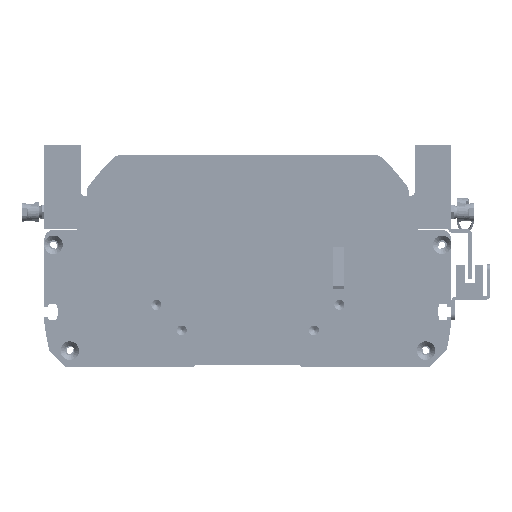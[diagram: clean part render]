
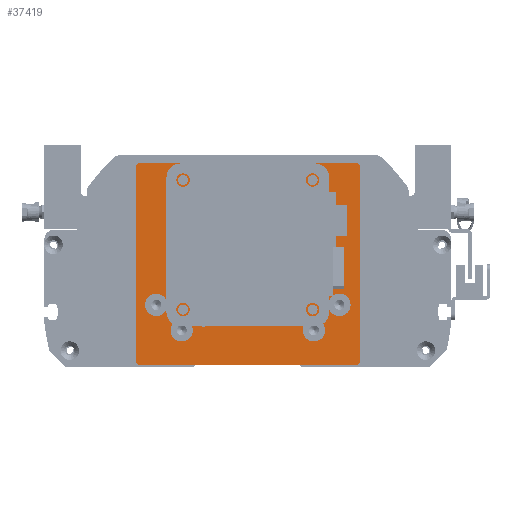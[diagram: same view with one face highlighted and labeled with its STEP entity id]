
A CAD part, front view. The second image highlights one B-rep face of the part: STEP entity #37419.
In plain terms, the highlighted face is planar.
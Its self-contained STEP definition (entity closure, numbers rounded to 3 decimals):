
#2870=FACE_BOUND('',#9314,.T.);
#2871=FACE_BOUND('',#9315,.T.);
#2872=FACE_BOUND('',#9316,.T.);
#2873=FACE_BOUND('',#9317,.T.);
#2874=FACE_BOUND('',#9318,.T.);
#2875=FACE_BOUND('',#9319,.T.);
#2876=FACE_BOUND('',#9320,.T.);
#2877=FACE_BOUND('',#9321,.T.);
#2878=FACE_BOUND('',#9322,.T.);
#4892=CIRCLE('',#41904,2.459);
#4893=CIRCLE('',#41907,2.459);
#4894=CIRCLE('',#41915,2.459);
#4895=CIRCLE('',#41917,2.459);
#4898=CIRCLE('',#41922,5.5);
#4901=CIRCLE('',#41928,5.5);
#4904=CIRCLE('',#41934,5.5);
#4907=CIRCLE('',#41940,5.5);
#4909=CIRCLE('',#41945,35.);
#6884=FACE_OUTER_BOUND('',#9313,.T.);
#9313=EDGE_LOOP('',(#33983,#33984,#33985,#33986,#33987,#33988,#33989,#33990));
#9314=EDGE_LOOP('',(#33991));
#9315=EDGE_LOOP('',(#33992));
#9316=EDGE_LOOP('',(#33993));
#9317=EDGE_LOOP('',(#33994));
#9318=EDGE_LOOP('',(#33995));
#9319=EDGE_LOOP('',(#33996));
#9320=EDGE_LOOP('',(#33997));
#9321=EDGE_LOOP('',(#33998));
#9322=EDGE_LOOP('',(#33999));
#12121=LINE('',#66839,#14980);
#12124=LINE('',#66848,#14983);
#12127=LINE('',#66853,#14986);
#12129=LINE('',#66856,#14988);
#12130=LINE('',#66859,#14989);
#12132=LINE('',#66863,#14991);
#12134=LINE('',#66867,#14993);
#12147=LINE('',#66929,#15006);
#14980=VECTOR('',#52593,10.);
#14983=VECTOR('',#52602,10.);
#14986=VECTOR('',#52607,10.);
#14988=VECTOR('',#52611,10.);
#14989=VECTOR('',#52614,10.);
#14991=VECTOR('',#52618,10.);
#14993=VECTOR('',#52622,10.);
#15006=VECTOR('',#52701,10.);
#18506=VERTEX_POINT('',#66832);
#18507=VERTEX_POINT('',#66836);
#18508=VERTEX_POINT('',#66838);
#18509=VERTEX_POINT('',#66842);
#18510=VERTEX_POINT('',#66846);
#18511=VERTEX_POINT('',#66847);
#18512=VERTEX_POINT('',#66852);
#18513=VERTEX_POINT('',#66858);
#18514=VERTEX_POINT('',#66862);
#18515=VERTEX_POINT('',#66866);
#18516=VERTEX_POINT('',#66870);
#18517=VERTEX_POINT('',#66874);
#18520=VERTEX_POINT('',#66883);
#18523=VERTEX_POINT('',#66894);
#18526=VERTEX_POINT('',#66905);
#18529=VERTEX_POINT('',#66916);
#18531=VERTEX_POINT('',#66925);
#23679=EDGE_CURVE('',#18506,#18506,#4892,.T.);
#23682=EDGE_CURVE('',#18508,#18507,#12121,.T.);
#23684=EDGE_CURVE('',#18509,#18509,#4893,.T.);
#23686=EDGE_CURVE('',#18510,#18511,#12124,.T.);
#23689=EDGE_CURVE('',#18512,#18511,#12127,.T.);
#23691=EDGE_CURVE('',#18512,#18507,#12129,.T.);
#23692=EDGE_CURVE('',#18508,#18513,#12130,.T.);
#23694=EDGE_CURVE('',#18514,#18513,#12132,.T.);
#23696=EDGE_CURVE('',#18514,#18515,#12134,.T.);
#23698=EDGE_CURVE('',#18516,#18516,#4894,.T.);
#23700=EDGE_CURVE('',#18517,#18517,#4895,.T.);
#23704=EDGE_CURVE('',#18520,#18520,#4898,.T.);
#23709=EDGE_CURVE('',#18523,#18523,#4901,.T.);
#23714=EDGE_CURVE('',#18526,#18526,#4904,.T.);
#23719=EDGE_CURVE('',#18529,#18529,#4907,.T.);
#23723=EDGE_CURVE('',#18531,#18531,#4909,.T.);
#23725=EDGE_CURVE('',#18510,#18515,#12147,.T.);
#33983=ORIENTED_EDGE('',*,*,#23686,.F.);
#33984=ORIENTED_EDGE('',*,*,#23725,.T.);
#33985=ORIENTED_EDGE('',*,*,#23696,.F.);
#33986=ORIENTED_EDGE('',*,*,#23694,.T.);
#33987=ORIENTED_EDGE('',*,*,#23692,.F.);
#33988=ORIENTED_EDGE('',*,*,#23682,.T.);
#33989=ORIENTED_EDGE('',*,*,#23691,.F.);
#33990=ORIENTED_EDGE('',*,*,#23689,.T.);
#33991=ORIENTED_EDGE('',*,*,#23698,.T.);
#33992=ORIENTED_EDGE('',*,*,#23684,.T.);
#33993=ORIENTED_EDGE('',*,*,#23700,.T.);
#33994=ORIENTED_EDGE('',*,*,#23679,.T.);
#33995=ORIENTED_EDGE('',*,*,#23704,.T.);
#33996=ORIENTED_EDGE('',*,*,#23709,.T.);
#33997=ORIENTED_EDGE('',*,*,#23714,.T.);
#33998=ORIENTED_EDGE('',*,*,#23719,.T.);
#33999=ORIENTED_EDGE('',*,*,#23723,.T.);
#35460=PLANE('',#41947);
#37419=ADVANCED_FACE('',(#6884,#2870,#2871,#2872,#2873,#2874,#2875,#2876,
#2877,#2878),#35460,.T.);
#41904=AXIS2_PLACEMENT_3D('',#66833,#52587,#52588);
#41907=AXIS2_PLACEMENT_3D('',#66843,#52597,#52598);
#41915=AXIS2_PLACEMENT_3D('',#66871,#52626,#52627);
#41917=AXIS2_PLACEMENT_3D('',#66875,#52631,#52632);
#41922=AXIS2_PLACEMENT_3D('',#66884,#52642,#52643);
#41928=AXIS2_PLACEMENT_3D('',#66895,#52656,#52657);
#41934=AXIS2_PLACEMENT_3D('',#66906,#52670,#52671);
#41940=AXIS2_PLACEMENT_3D('',#66917,#52684,#52685);
#41945=AXIS2_PLACEMENT_3D('',#66926,#52696,#52697);
#41947=AXIS2_PLACEMENT_3D('',#66930,#52702,#52703);
#52587=DIRECTION('center_axis',(0.,0.,-1.));
#52588=DIRECTION('ref_axis',(1.,0.,0.));
#52593=DIRECTION('',(-1.,0.,0.));
#52597=DIRECTION('center_axis',(0.,0.,-1.));
#52598=DIRECTION('ref_axis',(1.,0.,0.));
#52602=DIRECTION('',(-0.707,0.707,0.));
#52607=DIRECTION('',(0.,-1.,0.));
#52611=DIRECTION('',(0.707,0.707,0.));
#52614=DIRECTION('',(0.707,-0.707,0.));
#52618=DIRECTION('',(0.,1.,0.));
#52622=DIRECTION('',(-0.707,-0.707,0.));
#52626=DIRECTION('center_axis',(0.,0.,-1.));
#52627=DIRECTION('ref_axis',(1.,0.,0.));
#52631=DIRECTION('center_axis',(0.,0.,-1.));
#52632=DIRECTION('ref_axis',(1.,0.,0.));
#52642=DIRECTION('center_axis',(0.,0.,-1.));
#52643=DIRECTION('ref_axis',(1.,0.,0.));
#52656=DIRECTION('center_axis',(0.,0.,-1.));
#52657=DIRECTION('ref_axis',(1.,0.,0.));
#52670=DIRECTION('center_axis',(0.,0.,-1.));
#52671=DIRECTION('ref_axis',(1.,0.,0.));
#52684=DIRECTION('center_axis',(0.,0.,-1.));
#52685=DIRECTION('ref_axis',(1.,0.,0.));
#52696=DIRECTION('center_axis',(0.,0.,-1.));
#52697=DIRECTION('ref_axis',(1.,0.,0.));
#52701=DIRECTION('',(1.,0.,0.));
#52702=DIRECTION('center_axis',(0.,0.,1.));
#52703=DIRECTION('ref_axis',(1.,0.,0.));
#66832=CARTESIAN_POINT('',(29.361,41.32,89.));
#66833=CARTESIAN_POINT('Origin',(31.82,41.32,89.));
#66836=CARTESIAN_POINT('',(-54.,49.5,89.));
#66838=CARTESIAN_POINT('',(54.,49.5,89.));
#66839=CARTESIAN_POINT('',(55.,49.5,89.));
#66842=CARTESIAN_POINT('',(-34.278,41.32,89.));
#66843=CARTESIAN_POINT('Origin',(-31.82,41.32,89.));
#66846=CARTESIAN_POINT('',(-54.,-49.5,89.));
#66847=CARTESIAN_POINT('',(-55.,-48.5,89.));
#66848=CARTESIAN_POINT('',(-53.125,-50.375,89.));
#66852=CARTESIAN_POINT('',(-55.,48.5,89.));
#66853=CARTESIAN_POINT('',(-55.,49.5,89.));
#66856=CARTESIAN_POINT('',(-53.125,50.375,89.));
#66858=CARTESIAN_POINT('',(55.,48.5,89.));
#66859=CARTESIAN_POINT('',(53.125,50.375,89.));
#66862=CARTESIAN_POINT('',(55.,-48.5,89.));
#66863=CARTESIAN_POINT('',(55.,-49.5,89.));
#66866=CARTESIAN_POINT('',(54.,-49.5,89.));
#66867=CARTESIAN_POINT('',(53.125,-50.375,89.));
#66870=CARTESIAN_POINT('',(29.361,-22.32,89.));
#66871=CARTESIAN_POINT('Origin',(31.82,-22.32,89.));
#66874=CARTESIAN_POINT('',(-34.278,-22.32,89.));
#66875=CARTESIAN_POINT('Origin',(-31.82,-22.32,89.));
#66883=CARTESIAN_POINT('',(27.,-32.5,89.));
#66884=CARTESIAN_POINT('Origin',(32.5,-32.5,89.));
#66894=CARTESIAN_POINT('',(-50.5,-20.,89.));
#66895=CARTESIAN_POINT('Origin',(-45.,-20.,89.));
#66905=CARTESIAN_POINT('',(-38.,-32.5,89.));
#66906=CARTESIAN_POINT('Origin',(-32.5,-32.5,89.));
#66916=CARTESIAN_POINT('',(39.5,-20.,89.));
#66917=CARTESIAN_POINT('Origin',(45.,-20.,89.));
#66925=CARTESIAN_POINT('',(-35.,9.5,89.));
#66926=CARTESIAN_POINT('Origin',(0.,9.5,89.));
#66929=CARTESIAN_POINT('',(-55.,-49.5,89.));
#66930=CARTESIAN_POINT('Origin',(0.,0.,
89.));
